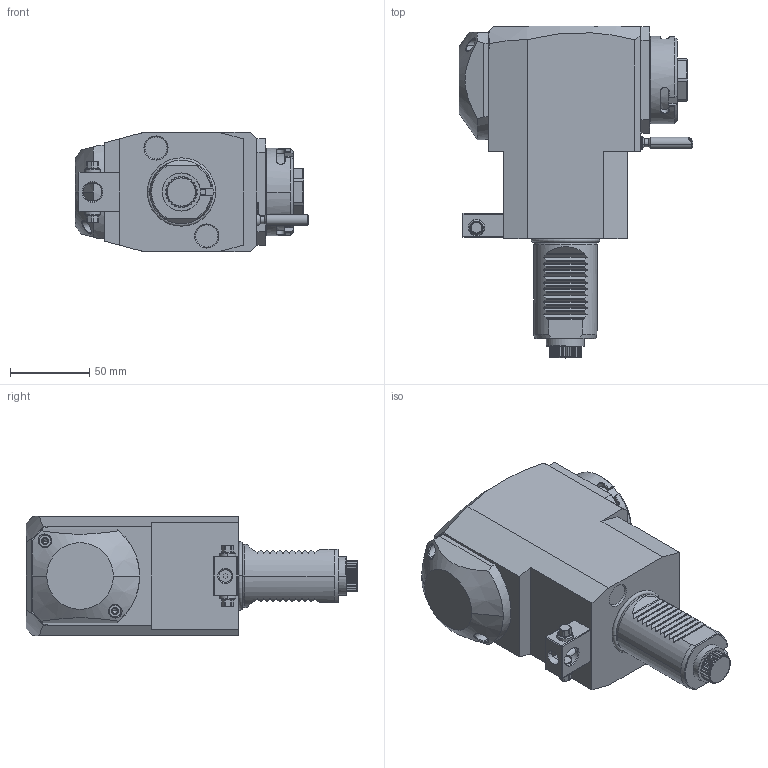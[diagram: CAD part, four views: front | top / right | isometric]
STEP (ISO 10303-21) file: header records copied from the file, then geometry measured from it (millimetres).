
FILE_DESCRIPTION((''),'2;1');
FILE_NAME('NGT1_40_235_25_1_3_100T','2024-10-22T',('vali'),('NOVA GRUP'),'PRO/ENGINEER BY PARAMETRIC TECHNOLOGY CORPORATION, 2010280','PRO/ENGINEER BY PARAMETRIC TECHNOLOGY CORPORATION, 2010280','');
FILE_SCHEMA(('CONFIG_CONTROL_DESIGN'));
Length unit declared in the file: millimetre
Products named in the file (1): NGT1_40_235_25_1_3_100T
Bounding box: 147.33 x 209 x 75 mm (x, y, z)
Volume: 1069067.5 mm3; surface area: 77928.8 mm2
Topology: 1 solids, 1 shells, 536 faces, 1494 edges, 979 vertices
Faces by surface type: plane 226, cylinder 200, cone 91, bspline 12, torus 5, sphere 2
Entity records: 22788 total; most frequent: CARTESIAN_POINT 9591, ORIENTED_EDGE 2980, DIRECTION 2448, EDGE_CURVE 1490, VERTEX_POINT 979, AXIS2_PLACEMENT_3D 882, VECTOR 684, LINE 684
